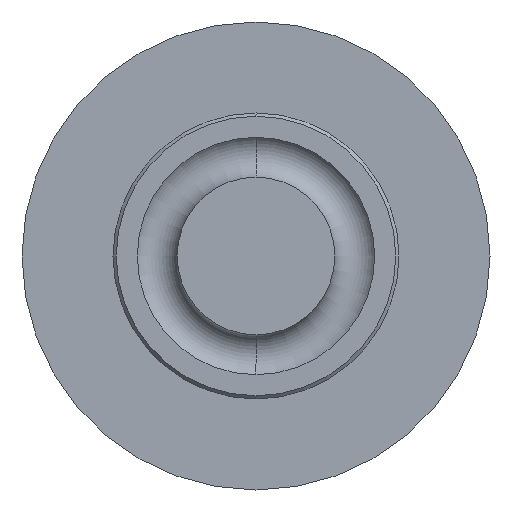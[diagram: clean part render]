
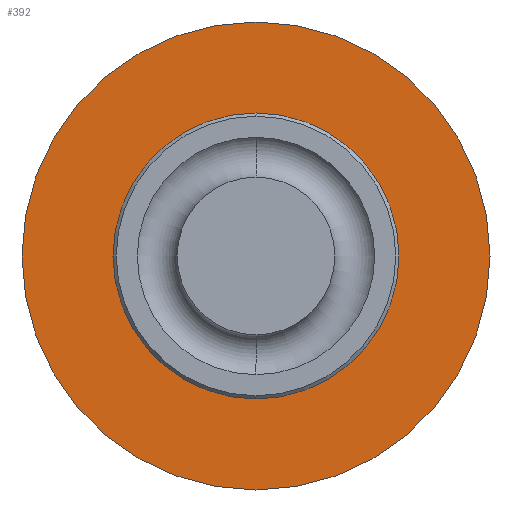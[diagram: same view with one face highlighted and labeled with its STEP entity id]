
A CAD part, left-side view. The second image highlights one B-rep face of the part: STEP entity #392.
In plain terms, the highlighted planar face has unit normal (-1, 0, 0).
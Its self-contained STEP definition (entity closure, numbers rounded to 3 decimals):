
#3 = DIRECTION ( 'NONE',  ( -1., 0., 0. ) ) ;
#9 = EDGE_LOOP ( 'NONE', ( #153, #384 ) ) ;
#12 = VERTEX_POINT ( 'NONE', #228 ) ;
#36 = VERTEX_POINT ( 'NONE', #107 ) ;
#45 = EDGE_CURVE ( 'NONE', #332, #215, #68, .T. ) ;
#68 = CIRCLE ( 'NONE', #391, 18. ) ;
#71 = AXIS2_PLACEMENT_3D ( 'NONE', #234, #535, #122 ) ;
#74 = CARTESIAN_POINT ( 'NONE',  ( -8.93, 0., 0. ) ) ;
#107 = CARTESIAN_POINT ( 'NONE',  ( -8.93, 0., 11. ) ) ;
#122 = DIRECTION ( 'NONE',  ( 0., 0., 1. ) ) ;
#127 = CARTESIAN_POINT ( 'NONE',  ( -8.93, 18., 0. ) ) ;
#129 = FACE_OUTER_BOUND ( 'NONE', #9, .T. ) ;
#135 = FACE_BOUND ( 'NONE', #217, .T. ) ;
#139 = EDGE_CURVE ( 'NONE', #215, #332, #475, .T. ) ;
#149 = EDGE_CURVE ( 'NONE', #12, #36, #242, .T. ) ;
#151 = CARTESIAN_POINT ( 'NONE',  ( -8.93, 0., 0. ) ) ;
#153 = ORIENTED_EDGE ( 'NONE', *, *, #45, .T. ) ;
#166 = ORIENTED_EDGE ( 'NONE', *, *, #149, .F. ) ;
#201 = CARTESIAN_POINT ( 'NONE',  ( -8.93, 0., -18. ) ) ;
#206 = DIRECTION ( 'NONE',  ( 0., 0., -1. ) ) ;
#215 = VERTEX_POINT ( 'NONE', #201 ) ;
#217 = EDGE_LOOP ( 'NONE', ( #339, #166 ) ) ;
#228 = CARTESIAN_POINT ( 'NONE',  ( -8.93, 0., -11. ) ) ;
#234 = CARTESIAN_POINT ( 'NONE',  ( -8.93, 0., 0. ) ) ;
#239 = CARTESIAN_POINT ( 'NONE',  ( -8.93, 0., 0. ) ) ;
#242 = CIRCLE ( 'NONE', #458, 11. ) ;
#259 = EDGE_CURVE ( 'NONE', #36, #12, #340, .T. ) ;
#289 = PLANE ( 'NONE',  #526 ) ;
#296 = DIRECTION ( 'NONE',  ( 1., 0., 0. ) ) ;
#305 = AXIS2_PLACEMENT_3D ( 'NONE', #74, #494, #409 ) ;
#332 = VERTEX_POINT ( 'NONE', #338 ) ;
#338 = CARTESIAN_POINT ( 'NONE',  ( -8.93, 0., 18. ) ) ;
#339 = ORIENTED_EDGE ( 'NONE', *, *, #259, .F. ) ;
#340 = CIRCLE ( 'NONE', #305, 11. ) ;
#359 = DIRECTION ( 'NONE',  ( -1., 0., 0. ) ) ;
#384 = ORIENTED_EDGE ( 'NONE', *, *, #139, .T. ) ;
#391 = AXIS2_PLACEMENT_3D ( 'NONE', #151, #359, #430 ) ;
#392 = ADVANCED_FACE ( 'NONE', ( #135, #129 ), #289, .F. ) ;
#409 = DIRECTION ( 'NONE',  ( 0., 0., 1. ) ) ;
#430 = DIRECTION ( 'NONE',  ( 0., 0., 1. ) ) ;
#446 = DIRECTION ( 'NONE',  ( 0., 0., 1. ) ) ;
#458 = AXIS2_PLACEMENT_3D ( 'NONE', #239, #3, #446 ) ;
#475 = CIRCLE ( 'NONE', #71, 18. ) ;
#494 = DIRECTION ( 'NONE',  ( -1., 0., 0. ) ) ;
#526 = AXIS2_PLACEMENT_3D ( 'NONE', #127, #296, #206 ) ;
#535 = DIRECTION ( 'NONE',  ( -1., 0., 0. ) ) ;
